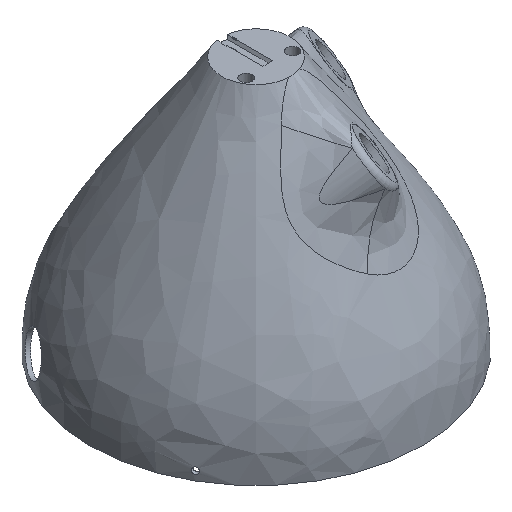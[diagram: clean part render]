
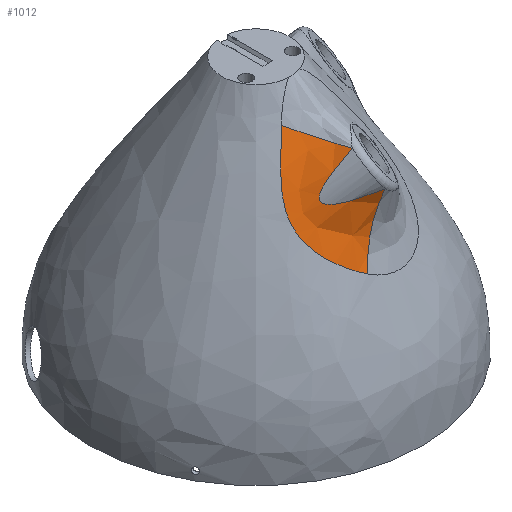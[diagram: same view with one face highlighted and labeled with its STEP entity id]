
A CAD part, isometric view. The second image highlights one B-rep face of the part: STEP entity #1012.
In plain terms, the highlighted free-form (B-spline) face has degree [3, 3] with [5, 14] control points.
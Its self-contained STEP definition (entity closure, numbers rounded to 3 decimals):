
#180=CIRCLE('',#1092,40.);
#181=CIRCLE('',#1093,40.);
#233=FACE_OUTER_BOUND('',#307,.T.);
#307=EDGE_LOOP('',(#857,#858,#859,#860));
#389=B_SPLINE_CURVE_WITH_KNOTS('',3,(#2860,#2861,#2862,#2863,#2864,#2865,
#2866,#2867,#2868,#2869,#2870,#2871,#2872,#2873),.UNSPECIFIED.,.F.,.F.,
(4,1,1,1,1,1,1,1,1,1,1,4),(0.,0.31,0.62,1.24,
2.481,2.894,3.721,4.134,4.961,
6.201,7.442,8.682),.UNSPECIFIED.);
#409=B_SPLINE_CURVE_WITH_KNOTS('',3,(#3769,#3770,#3771,#3772,#3773,#3774,
#3775,#3776,#3777,#3778,#3779,#3780,#3781,#3782),.UNSPECIFIED.,.F.,.F.,
(4,1,1,1,1,1,1,1,1,1,1,4),(-8.682,-7.442,-6.201,
-4.961,-4.134,-3.721,-2.894,
-2.481,-1.24,-0.62,-0.31,
0.),.UNSPECIFIED.);
#471=VERTEX_POINT('',#2848);
#472=VERTEX_POINT('',#2859);
#502=VERTEX_POINT('',#3766);
#503=VERTEX_POINT('',#3768);
#586=EDGE_CURVE('',#472,#471,#389,.T.);
#633=EDGE_CURVE('',#471,#502,#180,.T.);
#634=EDGE_CURVE('',#502,#503,#409,.T.);
#635=EDGE_CURVE('',#503,#472,#181,.T.);
#857=ORIENTED_EDGE('',*,*,#633,.T.);
#858=ORIENTED_EDGE('',*,*,#634,.T.);
#859=ORIENTED_EDGE('',*,*,#635,.T.);
#860=ORIENTED_EDGE('',*,*,#586,.T.);
#980=B_SPLINE_SURFACE_WITH_KNOTS('',3,3,((#3696,#3697,#3698,#3699,#3700,
#3701,#3702,#3703,#3704,#3705,#3706,#3707,#3708,#3709),(#3710,#3711,#3712,
#3713,#3714,#3715,#3716,#3717,#3718,#3719,#3720,#3721,#3722,#3723),(#3724,
#3725,#3726,#3727,#3728,#3729,#3730,#3731,#3732,#3733,#3734,#3735,#3736,
#3737),(#3738,#3739,#3740,#3741,#3742,#3743,#3744,#3745,#3746,#3747,#3748,
#3749,#3750,#3751),(#3752,#3753,#3754,#3755,#3756,#3757,#3758,#3759,#3760,
#3761,#3762,#3763,#3764,#3765)),.UNSPECIFIED.,.F.,.F.,.F.,(4,1,4),(4,1,
1,1,1,1,1,1,1,1,1,4),(0.,0.571,1.),(0.,0.31,0.62,
1.24,2.481,2.894,3.721,4.134,
4.961,6.201,7.442,8.682),
 .UNSPECIFIED.);
#1012=ADVANCED_FACE('',(#233),#980,.T.);
#1092=AXIS2_PLACEMENT_3D('',#3767,#1232,#1233);
#1093=AXIS2_PLACEMENT_3D('',#3783,#1234,#1235);
#1232=DIRECTION('center_axis',(0.907,-0.263,-0.33));
#1233=DIRECTION('ref_axis',(0.049,0.842,-0.538));
#1234=DIRECTION('center_axis',(0.669,0.225,0.709));
#1235=DIRECTION('ref_axis',(0.683,0.191,-0.705));
#2848=CARTESIAN_POINT('',(-3.499,-60.629,69.794));
#2859=CARTESIAN_POINT('',(-10.723,-23.733,120.824));
#2860=CARTESIAN_POINT('Ctrl Pts',(-10.723,-23.733,120.824));
#2861=CARTESIAN_POINT('Ctrl Pts',(-11.177,-24.167,119.964));
#2862=CARTESIAN_POINT('Ctrl Pts',(-12.101,-25.053,118.223));
#2863=CARTESIAN_POINT('Ctrl Pts',(-13.923,-26.739,114.911));
#2864=CARTESIAN_POINT('Ctrl Pts',(-16.935,-29.452,109.523));
#2865=CARTESIAN_POINT('Ctrl Pts',(-19.902,-32.453,103.652));
#2866=CARTESIAN_POINT('Ctrl Pts',(-22.173,-36.419,97.024));
#2867=CARTESIAN_POINT('Ctrl Pts',(-22.866,-39.418,92.742));
#2868=CARTESIAN_POINT('Ctrl Pts',(-22.436,-43.256,88.08));
#2869=CARTESIAN_POINT('Ctrl Pts',(-20.635,-47.665,83.379));
#2870=CARTESIAN_POINT('Ctrl Pts',(-16.464,-52.749,78.457));
#2871=CARTESIAN_POINT('Ctrl Pts',(-10.482,-57.358,73.793));
#2872=CARTESIAN_POINT('Ctrl Pts',(-5.894,-59.673,71.073));
#2873=CARTESIAN_POINT('Ctrl Pts',(-3.499,-60.629,69.794));
#3696=CARTESIAN_POINT('Ctrl Pts',(2.967,-46.291,115.056));
#3697=CARTESIAN_POINT('Ctrl Pts',(2.357,-46.119,114.511));
#3698=CARTESIAN_POINT('Ctrl Pts',(1.151,-45.785,113.424));
#3699=CARTESIAN_POINT('Ctrl Pts',(-1.199,-45.163,111.259));
#3700=CARTESIAN_POINT('Ctrl Pts',(-5.109,-44.202,107.52));
#3701=CARTESIAN_POINT('Ctrl Pts',(-8.756,-43.489,103.687));
#3702=CARTESIAN_POINT('Ctrl Pts',(-11.335,-43.557,100.158));
#3703=CARTESIAN_POINT('Ctrl Pts',(-11.986,-44.188,98.396));
#3704=CARTESIAN_POINT('Ctrl Pts',(-11.29,-45.638,97.181));
#3705=CARTESIAN_POINT('Ctrl Pts',(-9.06,-47.872,96.705));
#3706=CARTESIAN_POINT('Ctrl Pts',(-4.421,-51.169,97.286));
#3707=CARTESIAN_POINT('Ctrl Pts',(1.714,-54.711,98.575));
#3708=CARTESIAN_POINT('Ctrl Pts',(6.13,-56.842,99.651));
#3709=CARTESIAN_POINT('Ctrl Pts',(8.372,-57.829,100.213));
#3710=CARTESIAN_POINT('Ctrl Pts',(1.427,-41.276,114.919));
#3711=CARTESIAN_POINT('Ctrl Pts',(0.797,-41.248,114.383));
#3712=CARTESIAN_POINT('Ctrl Pts',(-0.451,-41.202,113.3));
#3713=CARTESIAN_POINT('Ctrl Pts',(-2.865,-41.113,111.136));
#3714=CARTESIAN_POINT('Ctrl Pts',(-6.833,-40.981,107.38));
#3715=CARTESIAN_POINT('Ctrl Pts',(-10.523,-41.083,103.353));
#3716=CARTESIAN_POINT('Ctrl Pts',(-13.144,-41.95,99.347));
#3717=CARTESIAN_POINT('Ctrl Pts',(-13.816,-43.021,97.127));
#3718=CARTESIAN_POINT('Ctrl Pts',(-13.126,-44.834,95.239));
#3719=CARTESIAN_POINT('Ctrl Pts',(-10.873,-47.279,93.91));
#3720=CARTESIAN_POINT('Ctrl Pts',(-6.149,-50.474,93.386));
#3721=CARTESIAN_POINT('Ctrl Pts',(0.106,-53.52,93.565));
#3722=CARTESIAN_POINT('Ctrl Pts',(4.57,-55.12,94.021));
#3723=CARTESIAN_POINT('Ctrl Pts',(6.816,-55.798,94.312));
#3724=CARTESIAN_POINT('Ctrl Pts',(-2.518,-32.852,115.972));
#3725=CARTESIAN_POINT('Ctrl Pts',(-3.122,-33.077,115.376));
#3726=CARTESIAN_POINT('Ctrl Pts',(-4.329,-33.531,114.16));
#3727=CARTESIAN_POINT('Ctrl Pts',(-6.656,-34.362,111.761));
#3728=CARTESIAN_POINT('Ctrl Pts',(-10.456,-35.651,107.661));
#3729=CARTESIAN_POINT('Ctrl Pts',(-14.022,-37.124,103.093));
#3730=CARTESIAN_POINT('Ctrl Pts',(-16.601,-39.359,98.129));
#3731=CARTESIAN_POINT('Ctrl Pts',(-17.295,-41.22,95.079));
#3732=CARTESIAN_POINT('Ctrl Pts',(-16.67,-43.764,92.011));
#3733=CARTESIAN_POINT('Ctrl Pts',(-14.504,-46.787,89.197));
#3734=CARTESIAN_POINT('Ctrl Pts',(-9.849,-50.25,86.692));
#3735=CARTESIAN_POINT('Ctrl Pts',(-3.6,-53.131,84.695));
#3736=CARTESIAN_POINT('Ctrl Pts',(0.885,-54.343,83.76));
#3737=CARTESIAN_POINT('Ctrl Pts',(3.138,-54.772,83.378));
#3738=CARTESIAN_POINT('Ctrl Pts',(-8.122,-26.16,119.139));
#3739=CARTESIAN_POINT('Ctrl Pts',(-8.626,-26.549,118.369));
#3740=CARTESIAN_POINT('Ctrl Pts',(-9.644,-27.339,116.805));
#3741=CARTESIAN_POINT('Ctrl Pts',(-11.636,-28.822,113.803));
#3742=CARTESIAN_POINT('Ctrl Pts',(-14.912,-31.176,108.854));
#3743=CARTESIAN_POINT('Ctrl Pts',(-18.082,-33.764,103.41));
#3744=CARTESIAN_POINT('Ctrl Pts',(-20.461,-37.235,97.303));
#3745=CARTESIAN_POINT('Ctrl Pts',(-21.157,-39.894,93.392));
#3746=CARTESIAN_POINT('Ctrl Pts',(-20.663,-43.326,89.197));
#3747=CARTESIAN_POINT('Ctrl Pts',(-18.74,-47.277,85.033));
#3748=CARTESIAN_POINT('Ctrl Pts',(-14.408,-51.786,80.779));
#3749=CARTESIAN_POINT('Ctrl Pts',(-8.348,-55.74,76.832));
#3750=CARTESIAN_POINT('Ctrl Pts',(-3.813,-57.614,74.582));
#3751=CARTESIAN_POINT('Ctrl Pts',(-1.478,-58.354,73.537));
#3752=CARTESIAN_POINT('Ctrl Pts',(-10.723,-23.733,120.824));
#3753=CARTESIAN_POINT('Ctrl Pts',(-11.177,-24.167,119.964));
#3754=CARTESIAN_POINT('Ctrl Pts',(-12.101,-25.053,118.223));
#3755=CARTESIAN_POINT('Ctrl Pts',(-13.923,-26.739,114.911));
#3756=CARTESIAN_POINT('Ctrl Pts',(-16.935,-29.452,109.523));
#3757=CARTESIAN_POINT('Ctrl Pts',(-19.902,-32.453,103.652));
#3758=CARTESIAN_POINT('Ctrl Pts',(-22.173,-36.419,97.024));
#3759=CARTESIAN_POINT('Ctrl Pts',(-22.866,-39.418,92.742));
#3760=CARTESIAN_POINT('Ctrl Pts',(-22.436,-43.256,88.08));
#3761=CARTESIAN_POINT('Ctrl Pts',(-20.635,-47.665,83.379));
#3762=CARTESIAN_POINT('Ctrl Pts',(-16.464,-52.749,78.457));
#3763=CARTESIAN_POINT('Ctrl Pts',(-10.482,-57.358,73.793));
#3764=CARTESIAN_POINT('Ctrl Pts',(-5.894,-59.673,71.073));
#3765=CARTESIAN_POINT('Ctrl Pts',(-3.499,-60.629,69.794));
#3766=CARTESIAN_POINT('',(8.372,-57.829,100.213));
#3767=CARTESIAN_POINT('Origin',(-5.441,-94.296,91.306));
#3768=CARTESIAN_POINT('',(2.967,-46.291,115.056));
#3769=CARTESIAN_POINT('Ctrl Pts',(8.372,-57.829,100.213));
#3770=CARTESIAN_POINT('Ctrl Pts',(6.13,-56.842,99.651));
#3771=CARTESIAN_POINT('Ctrl Pts',(1.714,-54.711,98.575));
#3772=CARTESIAN_POINT('Ctrl Pts',(-4.421,-51.169,97.286));
#3773=CARTESIAN_POINT('Ctrl Pts',(-9.06,-47.872,96.705));
#3774=CARTESIAN_POINT('Ctrl Pts',(-11.29,-45.638,97.181));
#3775=CARTESIAN_POINT('Ctrl Pts',(-11.986,-44.188,98.396));
#3776=CARTESIAN_POINT('Ctrl Pts',(-11.335,-43.557,100.158));
#3777=CARTESIAN_POINT('Ctrl Pts',(-8.756,-43.489,103.687));
#3778=CARTESIAN_POINT('Ctrl Pts',(-5.109,-44.202,107.52));
#3779=CARTESIAN_POINT('Ctrl Pts',(-1.199,-45.163,111.259));
#3780=CARTESIAN_POINT('Ctrl Pts',(1.151,-45.785,113.424));
#3781=CARTESIAN_POINT('Ctrl Pts',(2.357,-46.119,114.511));
#3782=CARTESIAN_POINT('Ctrl Pts',(2.967,-46.291,115.056));
#3783=CARTESIAN_POINT('Origin',(-24.358,-53.914,143.255));
